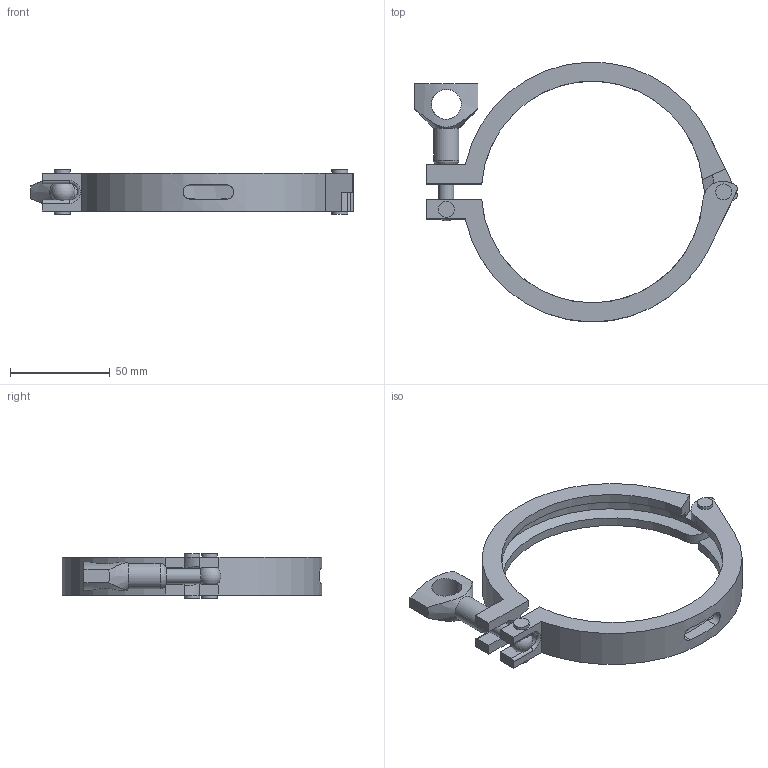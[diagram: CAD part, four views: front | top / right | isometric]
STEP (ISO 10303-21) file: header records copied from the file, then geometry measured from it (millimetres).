
FILE_DESCRIPTION(/* description */ (''),/* implementation_level */ '2;1');
FILE_NAME(/* name */ '13MHHM-4.stp',/* time_stamp */ '2021-12-07T14:00:56-05:00',/* author */ ('ken'),/* organization */ (''),/* preprocessor_version */ 'ST-DEVELOPER v18.1',/* originating_system */ 'Autodesk Inventor 2020',/* authorisation */ '');
FILE_SCHEMA (('AUTOMOTIVE_DESIGN { 1 0 10303 214 3 1 1 }'));
Length unit declared in the file: inch
Products named in the file (6): KCH04000SLOT; 4_00 Slot Side; KCH04000 Bolt Side; 500 Bolt; ISO 2341 - A - 5 x 24; CLAMP NUT HOLE
Assembly tree (6 placements, depth 2):
  KCH04000SLOT
    4_00 Slot Side
    KCH04000 Bolt Side
    500 Bolt
    ISO 2341 - A - 5 x 24  x2
    CLAMP NUT HOLE
Bounding box: 161.79 x 130.13 x 22.2 mm (x, y, z)
Volume: 65875 mm3; surface area: 33711.9 mm2
Topology: 6 solids, 6 shells, 85 faces, 232 edges, 159 vertices
Faces by surface type: cylinder 38, plane 38, cone 5, torus 2, sphere 1, bspline 1
Full cylindrical faces by diameter (mm): 5 x2, 5.588 x5, 7.112 x1, 7.62 x1, 8 x4, 12.7 x1, 14.986 x1
Entity records: 3052 total; most frequent: CARTESIAN_POINT 763, DIRECTION 452, ORIENTED_EDGE 434, EDGE_CURVE 217, AXIS2_PLACEMENT_3D 174, VERTEX_POINT 147, LINE 104, VECTOR 104
